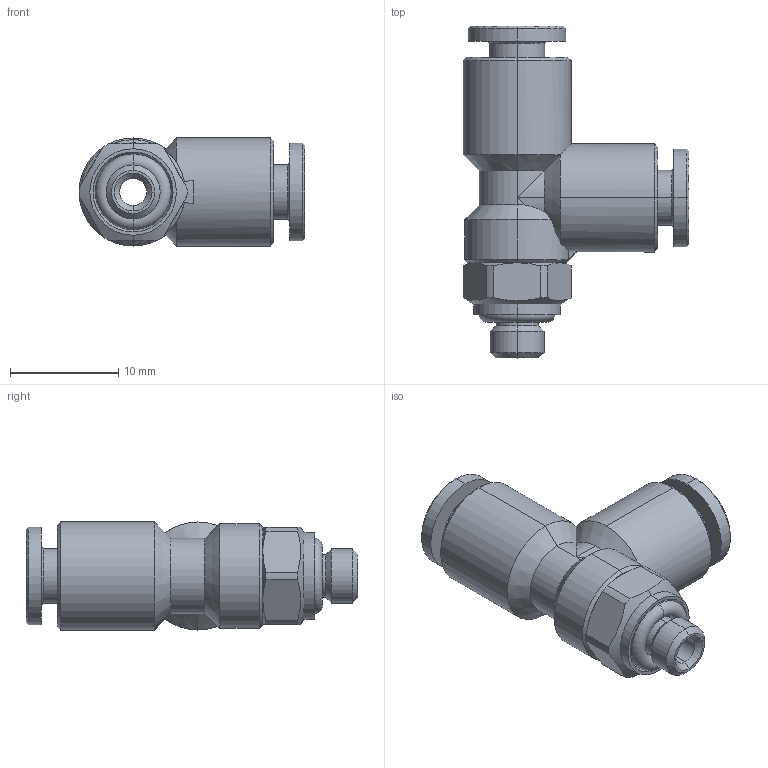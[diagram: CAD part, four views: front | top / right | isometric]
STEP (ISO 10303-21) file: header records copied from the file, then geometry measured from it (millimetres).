
FILE_DESCRIPTION (( 'STEP AP203' ), '1' );
FILE_NAME ('B0140010.STEP', '2012-08-24T09:02:47', ( '' ), ( 'sopra-pneumatic' ), 'SwSTEP 2.0', 'SolidWorks 2011', '' );
FILE_SCHEMA (( 'CONFIG_CONTROL_DESIGN' ));
Length unit declared in the file: millimetre
Products named in the file (1): B0140010
Bounding box: 20.9 x 30.7 x 10 mm (x, y, z)
Volume: 2163.1 mm3; surface area: 2143.3 mm2
Topology: 2 solids, 2 shells, 132 faces, 310 edges, 187 vertices
Faces by surface type: cylinder 50, cone 47, plane 30, torus 4, bspline 1
Entity records: 4053 total; most frequent: CARTESIAN_POINT 946, DIRECTION 671, ORIENTED_EDGE 616, EDGE_CURVE 308, AXIS2_PLACEMENT_3D 278, VERTEX_POINT 187, CIRCLE 146, EDGE_LOOP 145
